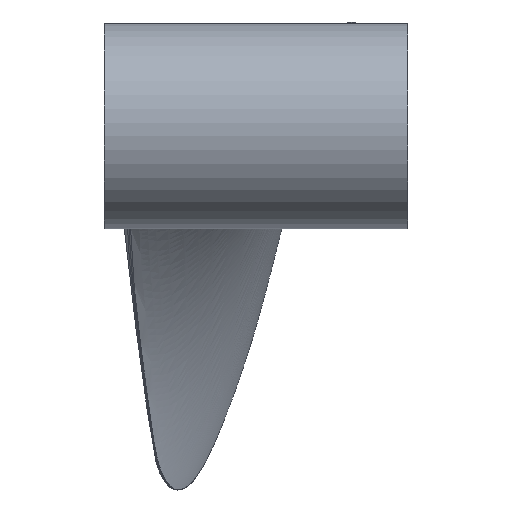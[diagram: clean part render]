
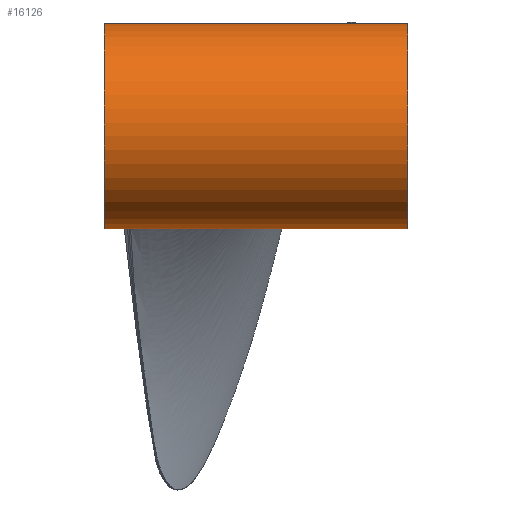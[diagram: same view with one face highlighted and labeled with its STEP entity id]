
A CAD part, front view. The second image highlights one B-rep face of the part: STEP entity #16126.
In plain terms, the highlighted cylindrical face has radius 120 mm (diameter 240 mm), a full revolution.
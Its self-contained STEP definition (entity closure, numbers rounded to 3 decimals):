
#811 = CARTESIAN_POINT ( 'NONE',  ( -135., 120., 120. ) ) ;
#1763 = CARTESIAN_POINT ( 'NONE',  ( 220., -120., 120. ) ) ;
#2416 = CARTESIAN_POINT ( 'NONE',  ( -135., 120., 0. ) ) ;
#2830 = CARTESIAN_POINT ( 'NONE',  ( 42.5, 0., 0. ) ) ;
#3460 = CARTESIAN_POINT ( 'NONE',  ( 220., 120., 0. ) ) ;
#3934 = CARTESIAN_POINT ( 'NONE',  ( -135., 120., -120. ) ) ;
#3946 = EDGE_LOOP ( 'NONE', ( #11243 ) ) ;
#4064 = CYLINDRICAL_SURFACE ( 'NONE', #16604, 120. ) ;
#5167 = CARTESIAN_POINT ( 'NONE',  ( -135., 0., -120. ) ) ;
#5264 = CARTESIAN_POINT ( 'NONE',  ( -135., -120., 0. ) ) ;
#6687 = CARTESIAN_POINT ( 'NONE',  ( -135., -120., 120. ) ) ;
#7382 = FACE_OUTER_BOUND ( 'NONE', #3946, .T. ) ;
#8615 = DIRECTION ( 'NONE',  ( 0., 1., 0. ) ) ;
#8681 =( BOUNDED_CURVE ( )  B_SPLINE_CURVE ( 2, ( #17797, #3934, #2416, #811, #16940, #6687, #5264, #15138, #5167 ),
 .UNSPECIFIED., .T., .F. ) 
 B_SPLINE_CURVE_WITH_KNOTS ( ( 3, 2, 2, 2, 3 ),
 ( 0., 188.496, 376.991, 565.487, 753.982 ),
 .UNSPECIFIED. ) 
 CURVE ( )  GEOMETRIC_REPRESENTATION_ITEM ( )  RATIONAL_B_SPLINE_CURVE ( ( 1., 0.707, 1., 0.707, 1., 0.707, 1., 0.707, 1. ) ) 
 REPRESENTATION_ITEM ( '' )  );
#8969 = CARTESIAN_POINT ( 'NONE',  ( 220., 0., -120. ) ) ;
#9854 = DIRECTION ( 'NONE',  ( 1., 0., 0. ) ) ;
#10954 = VERTEX_POINT ( 'NONE', #18362 ) ;
#11051 = VERTEX_POINT ( 'NONE', #13992 ) ;
#11243 = ORIENTED_EDGE ( 'NONE', *, *, #18102, .F. ) ;
#11724 = CARTESIAN_POINT ( 'NONE',  ( 220., 120., 120. ) ) ;
#11905 = CARTESIAN_POINT ( 'NONE',  ( 220., -120., -120. ) ) ;
#12104 = EDGE_LOOP ( 'NONE', ( #18463 ) ) ;
#13172 = FACE_OUTER_BOUND ( 'NONE', #12104, .T. ) ;
#13333 = CARTESIAN_POINT ( 'NONE',  ( 220., -120., 0. ) ) ;
#13517 = CARTESIAN_POINT ( 'NONE',  ( 220., 0., 120. ) ) ;
#13612 = CARTESIAN_POINT ( 'NONE',  ( 220., 120., -120. ) ) ;
#13992 = CARTESIAN_POINT ( 'NONE',  ( -135., 0., -120. ) ) ;
#15138 = CARTESIAN_POINT ( 'NONE',  ( -135., -120., -120. ) ) ;
#16126 = ADVANCED_FACE ( 'NONE', ( #7382, #13172 ), #4064, .T. ) ;
#16279 = CARTESIAN_POINT ( 'NONE',  ( 220., 0., -120. ) ) ;
#16604 = AXIS2_PLACEMENT_3D ( 'NONE', #2830, #9854, #8615 ) ;
#16940 = CARTESIAN_POINT ( 'NONE',  ( -135., 0., 120. ) ) ;
#17797 = CARTESIAN_POINT ( 'NONE',  ( -135., 0., -120. ) ) ;
#17885 =( BOUNDED_CURVE ( )  B_SPLINE_CURVE ( 2, ( #8969, #13612, #3460, #11724, #13517, #1763, #13333, #11905, #16279 ),
 .UNSPECIFIED., .T., .F. ) 
 B_SPLINE_CURVE_WITH_KNOTS ( ( 3, 2, 2, 2, 3 ),
 ( 0., 188.496, 376.991, 565.487, 753.982 ),
 .UNSPECIFIED. ) 
 CURVE ( )  GEOMETRIC_REPRESENTATION_ITEM ( )  RATIONAL_B_SPLINE_CURVE ( ( 1., 0.707, 1., 0.707, 1., 0.707, 1., 0.707, 1. ) ) 
 REPRESENTATION_ITEM ( '' )  );
#18102 = EDGE_CURVE ( 'NONE', #10954, #10954, #17885, .T. ) ;
#18339 = EDGE_CURVE ( 'NONE', #11051, #11051, #8681, .T. ) ;
#18362 = CARTESIAN_POINT ( 'NONE',  ( 220., 0., -120. ) ) ;
#18463 = ORIENTED_EDGE ( 'NONE', *, *, #18339, .T. ) ;
